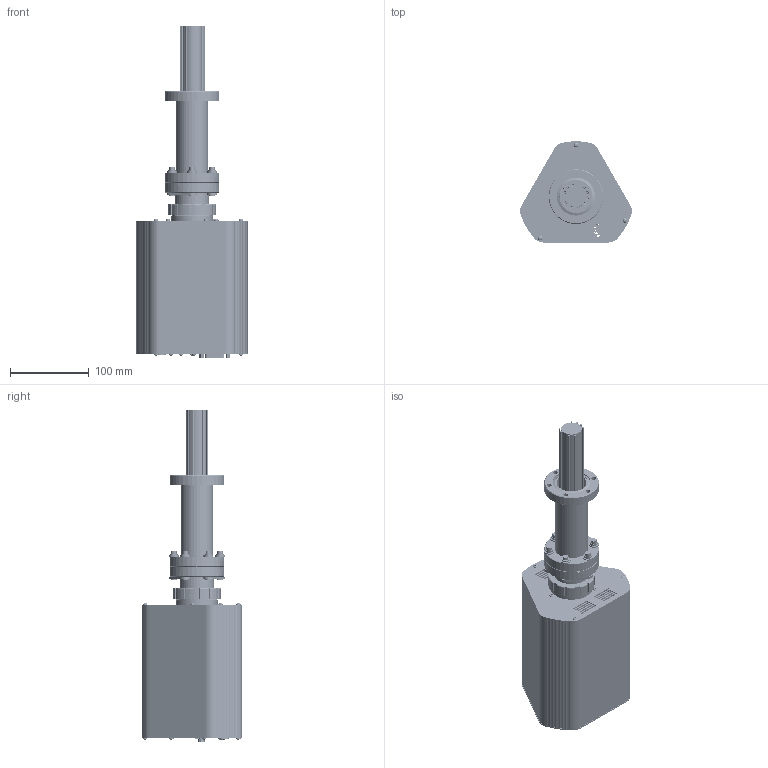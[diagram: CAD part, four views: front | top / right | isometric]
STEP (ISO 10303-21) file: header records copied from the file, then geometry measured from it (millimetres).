
FILE_DESCRIPTION(/* description */ (''),/* implementation_level */ '2;1');
FILE_NAME(/* name */ 'PrismaPro Standard I-O with EM Sensor.stp',/* time_stamp */ '2017-03-16T15:24:31-04:00',/* author */ (''),/* organization */ (''),/* preprocessor_version */ 'ST-DEVELOPER v16',/* originating_system */ 'SIEMENS PLM Software NX 10.0',/* authorisation */ '');
FILE_SCHEMA (('AUTOMOTIVE_DESIGN { 1 0 10303 214 3 1 1 1 }'));
Products named in the file (1): cbro071CF9D7x4jc
Bounding box: 141.72 x 128.16 x 421.86 mm (x, y, z)
Volume: 638930.6 mm3; surface area: 442236.5 mm2
Topology: 67 solids, 176 shells, 2380 faces, 6976 edges, 4991 vertices
Faces by surface type: plane 1296, cylinder 737, cone 215, bspline 77, torus 27, revolution 24, sphere 4
Full cylindrical faces by diameter (mm): 0.635 x15, 0.716 x4, 0.762 x4, 1.1 x2, 1.143 x15, 1.6 x7, 1.68 x2, 1.778 x2, 2.05 x3, 2.083 x15, 2.184 x2, 2.261 x2, 2.438 x6, 2.489 x2, 2.5 x8, 2.8 x1, 2.84 x2, 2.845 x2, 3 x13, 3.048 x19, 3.099 x2, 3.1 x3, 3.15 x2, 3.175 x1, 3.264 x1, 3.277 x4, 3.3 x1, 3.404 x2, 3.5 x1, 3.556 x15
Entity records: 106301 total; most frequent: CARTESIAN_POINT 44997, ORIENTED_EDGE 12195, DIRECTION 11415, EDGE_CURVE 6299, VERTEX_POINT 4755, AXIS2_PLACEMENT_3D 4063, EDGE_LOOP 3297, LINE 3265
